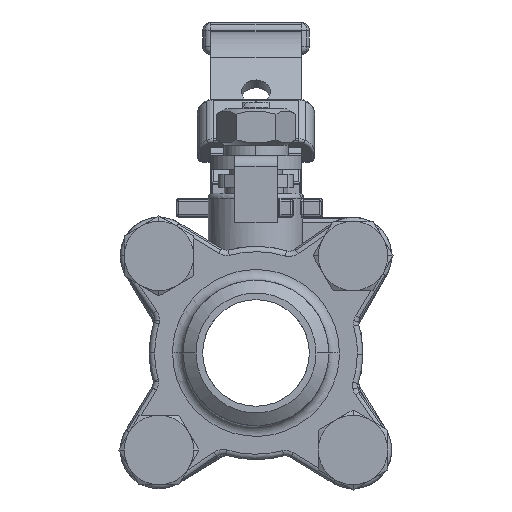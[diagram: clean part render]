
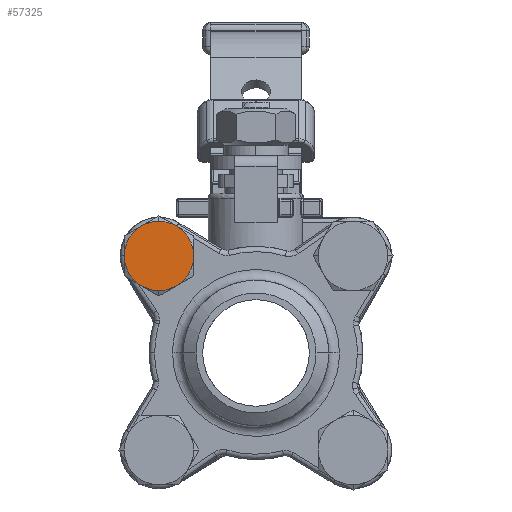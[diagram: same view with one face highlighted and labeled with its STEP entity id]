
A CAD part, left-side view. The second image highlights one B-rep face of the part: STEP entity #57325.
In plain terms, the highlighted planar face has unit normal (-1, 0, 0).
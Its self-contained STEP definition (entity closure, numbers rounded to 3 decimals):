
#56659=CARTESIAN_POINT('',(-26.98,21.458,12.579));
#56660=VERTEX_POINT('',#56659);
#56669=CARTESIAN_POINT('',(-26.98,24.708,18.208));
#56670=VERTEX_POINT('',#56669);
#56671=CARTESIAN_POINT('',(-26.98,18.208,18.208));
#56672=DIRECTION('',(-1.,-0.,-0.));
#56673=DIRECTION('',(0.,-0.,-1.));
#56674=AXIS2_PLACEMENT_3D('',#56671,#56672,#56673);
#56675=CIRCLE('',#56674,6.5);
#56676=EDGE_CURVE('',#56670,#56660,#56675,.T.);
#56694=CARTESIAN_POINT('',(-26.98,21.458,23.837));
#56695=VERTEX_POINT('',#56694);
#56708=CARTESIAN_POINT('',(-26.98,18.208,18.208));
#56709=DIRECTION('',(-1.,-0.,-0.));
#56710=DIRECTION('',(0.,-0.,-1.));
#56711=AXIS2_PLACEMENT_3D('',#56708,#56709,#56710);
#56712=CIRCLE('',#56711,6.5);
#56713=EDGE_CURVE('',#56695,#56670,#56712,.T.);
#56725=CARTESIAN_POINT('',(-26.98,18.208,11.708));
#56726=VERTEX_POINT('',#56725);
#56733=CARTESIAN_POINT('',(-26.98,21.458,12.579));
#56734=CARTESIAN_POINT('',(-26.98,21.212,12.437));
#56735=CARTESIAN_POINT('',(-26.98,20.957,12.311));
#56736=CARTESIAN_POINT('',(-26.98,20.695,12.203));
#56737=CARTESIAN_POINT('',(-26.98,20.433,12.094));
#56738=CARTESIAN_POINT('',(-26.98,20.164,12.003));
#56739=CARTESIAN_POINT('',(-26.98,19.89,11.929));
#56740=CARTESIAN_POINT('',(-26.98,19.616,11.856));
#56741=CARTESIAN_POINT('',(-26.98,19.338,11.801));
#56742=CARTESIAN_POINT('',(-26.98,19.056,11.764));
#56743=CARTESIAN_POINT('',(-26.98,18.775,11.727));
#56744=CARTESIAN_POINT('',(-26.98,18.492,11.708));
#56745=CARTESIAN_POINT('',(-26.98,18.208,11.708));
#56746=CARTESIAN_POINT('',(-26.98,17.924,11.708));
#56747=CARTESIAN_POINT('',(-26.98,17.641,11.727));
#56748=CARTESIAN_POINT('',(-26.98,17.36,11.764));
#56749=CARTESIAN_POINT('',(-26.98,17.078,11.801));
#56750=CARTESIAN_POINT('',(-26.98,16.8,11.856));
#56751=CARTESIAN_POINT('',(-26.98,16.526,11.929));
#56752=CARTESIAN_POINT('',(-26.98,16.252,12.003));
#56753=CARTESIAN_POINT('',(-26.98,15.983,12.094));
#56754=CARTESIAN_POINT('',(-26.98,15.721,12.203));
#56755=CARTESIAN_POINT('',(-26.98,15.459,12.311));
#56756=CARTESIAN_POINT('',(-26.98,15.204,12.437));
#56757=CARTESIAN_POINT('',(-26.98,14.958,12.579));
#56758=B_SPLINE_CURVE_WITH_KNOTS('',3,(#56733,#56734,#56735,#56736,#56737,#56738,#56739,#56740,#56741,#56742,#56743,#56744,#56745,#56746,#56747,#56748,#56749,#56750,#56751,#56752,#56753,#56754,#56755,#56756,#56757),.UNSPECIFIED.,.F.,.F.,(4,3,3,3,3,3,3,3,4),(330.,337.5,345.,352.5,360.,367.5,375.,382.5,390.),.UNSPECIFIED.);
#56759=EDGE_CURVE('',#56660,#56726,#56758,.T.);
#56777=CARTESIAN_POINT('',(-26.98,18.208,24.708));
#56778=VERTEX_POINT('',#56777);
#56785=CARTESIAN_POINT('',(-26.98,14.958,23.837));
#56786=VERTEX_POINT('',#56785);
#56787=CARTESIAN_POINT('',(-26.98,14.958,23.837));
#56788=CARTESIAN_POINT('',(-26.98,15.204,23.979));
#56789=CARTESIAN_POINT('',(-26.98,15.459,24.105));
#56790=CARTESIAN_POINT('',(-26.98,15.721,24.213));
#56791=CARTESIAN_POINT('',(-26.98,15.983,24.322));
#56792=CARTESIAN_POINT('',(-26.98,16.252,24.413));
#56793=CARTESIAN_POINT('',(-26.98,16.526,24.487));
#56794=CARTESIAN_POINT('',(-26.98,16.8,24.56));
#56795=CARTESIAN_POINT('',(-26.98,17.078,24.615));
#56796=CARTESIAN_POINT('',(-26.98,17.36,24.652));
#56797=CARTESIAN_POINT('',(-26.98,17.641,24.689));
#56798=CARTESIAN_POINT('',(-26.98,17.924,24.708));
#56799=CARTESIAN_POINT('',(-26.98,18.208,24.708));
#56800=CARTESIAN_POINT('',(-26.98,18.492,24.708));
#56801=CARTESIAN_POINT('',(-26.98,18.775,24.689));
#56802=CARTESIAN_POINT('',(-26.98,19.056,24.652));
#56803=CARTESIAN_POINT('',(-26.98,19.338,24.615));
#56804=CARTESIAN_POINT('',(-26.98,19.616,24.56));
#56805=CARTESIAN_POINT('',(-26.98,19.89,24.487));
#56806=CARTESIAN_POINT('',(-26.98,20.164,24.413));
#56807=CARTESIAN_POINT('',(-26.98,20.433,24.322));
#56808=CARTESIAN_POINT('',(-26.98,20.695,24.213));
#56809=CARTESIAN_POINT('',(-26.98,20.957,24.105));
#56810=CARTESIAN_POINT('',(-26.98,21.212,23.979));
#56811=CARTESIAN_POINT('',(-26.98,21.458,23.837));
#56812=B_SPLINE_CURVE_WITH_KNOTS('',3,(#56787,#56788,#56789,#56790,#56791,#56792,#56793,#56794,#56795,#56796,#56797,#56798,#56799,#56800,#56801,#56802,#56803,#56804,#56805,#56806,#56807,#56808,#56809,#56810,#56811),.UNSPECIFIED.,.F.,.F.,(4,3,3,3,3,3,3,3,4),(150.,157.5,165.,172.5,180.,187.5,195.,202.5,210.),.UNSPECIFIED.);
#56813=EDGE_CURVE('',#56786,#56778,#56812,.T.);
#56829=CARTESIAN_POINT('',(-26.98,11.708,18.208));
#56830=VERTEX_POINT('',#56829);
#56839=CARTESIAN_POINT('',(-26.98,14.958,12.579));
#56840=VERTEX_POINT('',#56839);
#56841=CARTESIAN_POINT('',(-26.98,18.208,18.208));
#56842=DIRECTION('',(-1.,-0.,-0.));
#56843=DIRECTION('',(0.,-0.,-1.));
#56844=AXIS2_PLACEMENT_3D('',#56841,#56842,#56843);
#56845=CIRCLE('',#56844,6.5);
#56846=EDGE_CURVE('',#56840,#56830,#56845,.T.);
#56876=CARTESIAN_POINT('',(-26.98,18.208,18.208));
#56877=DIRECTION('',(-1.,-0.,-0.));
#56878=DIRECTION('',(0.,-0.,-1.));
#56879=AXIS2_PLACEMENT_3D('',#56876,#56877,#56878);
#56880=CIRCLE('',#56879,6.5);
#56881=EDGE_CURVE('',#56830,#56786,#56880,.T.);
#57256=CARTESIAN_POINT('',(-26.98,18.208,18.208));
#57257=DIRECTION('',(1.,0.,0.));
#57258=DIRECTION('',(0.,-1.,0.));
#57259=AXIS2_PLACEMENT_3D('',#57256,#57257,#57258);
#57260=PLANE('',#57259);
#57261=ORIENTED_EDGE('',*,*,#56676,.T.);
#57262=ORIENTED_EDGE('',*,*,#56759,.T.);
#57263=CARTESIAN_POINT('',(-26.98,21.458,12.579));
#57264=CARTESIAN_POINT('',(-26.98,21.212,12.437));
#57265=CARTESIAN_POINT('',(-26.98,20.957,12.311));
#57266=CARTESIAN_POINT('',(-26.98,20.695,12.203));
#57267=CARTESIAN_POINT('',(-26.98,20.433,12.094));
#57268=CARTESIAN_POINT('',(-26.98,20.164,12.003));
#57269=CARTESIAN_POINT('',(-26.98,19.89,11.929));
#57270=CARTESIAN_POINT('',(-26.98,19.616,11.856));
#57271=CARTESIAN_POINT('',(-26.98,19.338,11.801));
#57272=CARTESIAN_POINT('',(-26.98,19.056,11.764));
#57273=CARTESIAN_POINT('',(-26.98,18.775,11.727));
#57274=CARTESIAN_POINT('',(-26.98,18.492,11.708));
#57275=CARTESIAN_POINT('',(-26.98,18.208,11.708));
#57276=CARTESIAN_POINT('',(-26.98,17.924,11.708));
#57277=CARTESIAN_POINT('',(-26.98,17.641,11.727));
#57278=CARTESIAN_POINT('',(-26.98,17.36,11.764));
#57279=CARTESIAN_POINT('',(-26.98,17.078,11.801));
#57280=CARTESIAN_POINT('',(-26.98,16.8,11.856));
#57281=CARTESIAN_POINT('',(-26.98,16.526,11.929));
#57282=CARTESIAN_POINT('',(-26.98,16.252,12.003));
#57283=CARTESIAN_POINT('',(-26.98,15.983,12.094));
#57284=CARTESIAN_POINT('',(-26.98,15.721,12.203));
#57285=CARTESIAN_POINT('',(-26.98,15.459,12.311));
#57286=CARTESIAN_POINT('',(-26.98,15.204,12.437));
#57287=CARTESIAN_POINT('',(-26.98,14.958,12.579));
#57288=B_SPLINE_CURVE_WITH_KNOTS('',3,(#57263,#57264,#57265,#57266,#57267,#57268,#57269,#57270,#57271,#57272,#57273,#57274,#57275,#57276,#57277,#57278,#57279,#57280,#57281,#57282,#57283,#57284,#57285,#57286,#57287),.UNSPECIFIED.,.F.,.F.,(4,3,3,3,3,3,3,3,4),(330.,337.5,345.,352.5,360.,367.5,375.,382.5,390.),.UNSPECIFIED.);
#57289=EDGE_CURVE('',#56726,#56840,#57288,.T.);
#57290=ORIENTED_EDGE('',*,*,#57289,.T.);
#57291=ORIENTED_EDGE('',*,*,#56846,.T.);
#57292=ORIENTED_EDGE('',*,*,#56881,.T.);
#57293=ORIENTED_EDGE('',*,*,#56813,.T.);
#57294=CARTESIAN_POINT('',(-26.98,14.958,23.837));
#57295=CARTESIAN_POINT('',(-26.98,15.204,23.979));
#57296=CARTESIAN_POINT('',(-26.98,15.459,24.105));
#57297=CARTESIAN_POINT('',(-26.98,15.721,24.213));
#57298=CARTESIAN_POINT('',(-26.98,15.983,24.322));
#57299=CARTESIAN_POINT('',(-26.98,16.252,24.413));
#57300=CARTESIAN_POINT('',(-26.98,16.526,24.487));
#57301=CARTESIAN_POINT('',(-26.98,16.8,24.56));
#57302=CARTESIAN_POINT('',(-26.98,17.078,24.615));
#57303=CARTESIAN_POINT('',(-26.98,17.36,24.652));
#57304=CARTESIAN_POINT('',(-26.98,17.641,24.689));
#57305=CARTESIAN_POINT('',(-26.98,17.924,24.708));
#57306=CARTESIAN_POINT('',(-26.98,18.208,24.708));
#57307=CARTESIAN_POINT('',(-26.98,18.492,24.708));
#57308=CARTESIAN_POINT('',(-26.98,18.775,24.689));
#57309=CARTESIAN_POINT('',(-26.98,19.056,24.652));
#57310=CARTESIAN_POINT('',(-26.98,19.338,24.615));
#57311=CARTESIAN_POINT('',(-26.98,19.616,24.56));
#57312=CARTESIAN_POINT('',(-26.98,19.89,24.487));
#57313=CARTESIAN_POINT('',(-26.98,20.164,24.413));
#57314=CARTESIAN_POINT('',(-26.98,20.433,24.322));
#57315=CARTESIAN_POINT('',(-26.98,20.695,24.213));
#57316=CARTESIAN_POINT('',(-26.98,20.957,24.105));
#57317=CARTESIAN_POINT('',(-26.98,21.212,23.979));
#57318=CARTESIAN_POINT('',(-26.98,21.458,23.837));
#57319=B_SPLINE_CURVE_WITH_KNOTS('',3,(#57294,#57295,#57296,#57297,#57298,#57299,#57300,#57301,#57302,#57303,#57304,#57305,#57306,#57307,#57308,#57309,#57310,#57311,#57312,#57313,#57314,#57315,#57316,#57317,#57318),.UNSPECIFIED.,.F.,.F.,(4,3,3,3,3,3,3,3,4),(150.,157.5,165.,172.5,180.,187.5,195.,202.5,210.),.UNSPECIFIED.);
#57320=EDGE_CURVE('',#56778,#56695,#57319,.T.);
#57321=ORIENTED_EDGE('',*,*,#57320,.T.);
#57322=ORIENTED_EDGE('',*,*,#56713,.T.);
#57323=EDGE_LOOP('',(#57261,#57262,#57290,#57291,#57292,#57293,#57321,#57322));
#57324=FACE_BOUND('',#57323,.T.);
#57325=ADVANCED_FACE('',(#57324),#57260,.F.);
